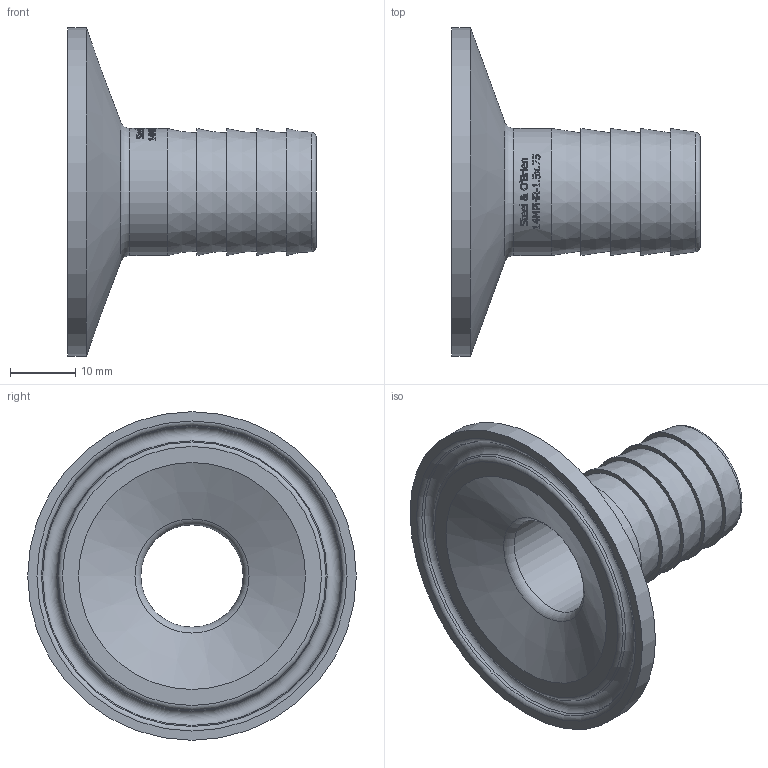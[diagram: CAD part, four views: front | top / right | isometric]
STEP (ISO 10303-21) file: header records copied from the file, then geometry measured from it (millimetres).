
FILE_DESCRIPTION(/* description */ (''),/* implementation_level */ '2;1');
FILE_NAME(/* name */ '14MPHR-1.5X.75.stp',/* time_stamp */ '2021-11-16T10:48:04-05:00',/* author */ ('rick'),/* organization */ (''),/* preprocessor_version */ 'ST-DEVELOPER v18.1',/* originating_system */ 'Autodesk Inventor 2020',/* authorisation */ '');
FILE_SCHEMA (('AUTOMOTIVE_DESIGN { 1 0 10303 214 3 1 1 }'));
Length unit declared in the file: inch
Products named in the file (1): 14MPHR-1.5X.75
Bounding box: 38.1 x 50.39 x 50.39 mm (x, y, z)
Volume: 10543.2 mm3; surface area: 7981.1 mm2
Topology: 1 solids, 1 shells, 429 faces, 1172 edges, 789 vertices
Faces by surface type: plane 210, bspline 162, cylinder 42, cone 9, torus 6
Full cylindrical faces by diameter (mm): 15.684 x1, 19.482 x1, 50.394 x1
Entity records: 17200 total; most frequent: CARTESIAN_POINT 7026, ORIENTED_EDGE 2344, DIRECTION 1689, EDGE_CURVE 1172, VERTEX_POINT 789, AXIS2_PLACEMENT_3D 573, LINE 543, VECTOR 543
